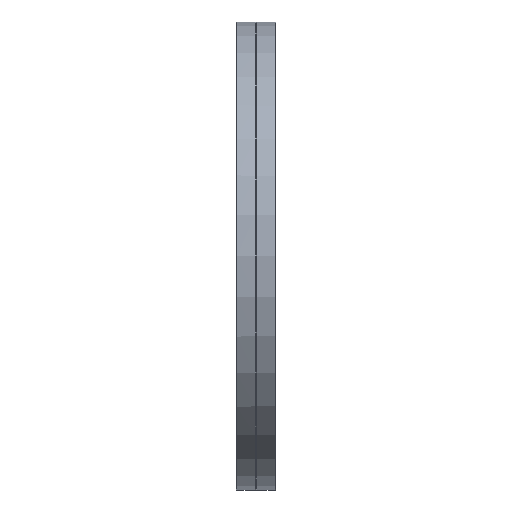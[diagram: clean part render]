
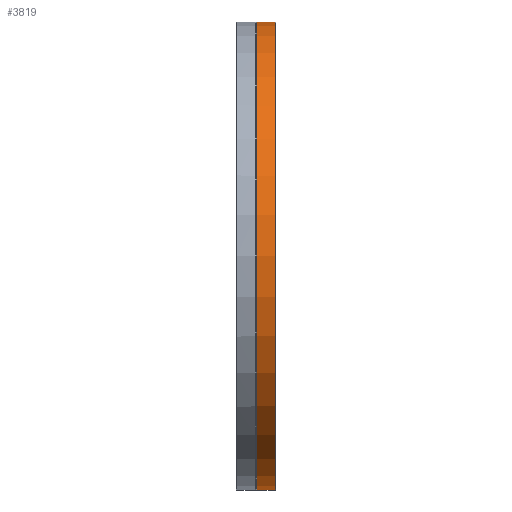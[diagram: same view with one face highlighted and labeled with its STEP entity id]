
A CAD part, left-side view. The second image highlights one B-rep face of the part: STEP entity #3819.
In plain terms, the highlighted cylindrical face has radius 152 mm (diameter 304 mm), a full revolution.
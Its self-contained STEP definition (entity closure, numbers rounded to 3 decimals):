
#339=CYLINDRICAL_SURFACE('',#4117,152.);
#404=FACE_OUTER_BOUND('',#668,.T.);
#668=EDGE_LOOP('',(#2651,#2652,#2653,#2654,#2655,#2656));
#931=LINE('',#5592,#1154);
#1154=VECTOR('',#4601,152.);
#1376=CIRCLE('',#4080,152.);
#1377=CIRCLE('',#4081,152.);
#1412=CIRCLE('',#4118,152.);
#1413=CIRCLE('',#4119,152.);
#1603=VERTEX_POINT('',#5513);
#1604=VERTEX_POINT('',#5514);
#1639=VERTEX_POINT('',#5588);
#1640=VERTEX_POINT('',#5589);
#1993=EDGE_CURVE('',#1603,#1604,#1376,.T.);
#1994=EDGE_CURVE('',#1604,#1603,#1377,.T.);
#2030=EDGE_CURVE('',#1639,#1640,#1412,.T.);
#2031=EDGE_CURVE('',#1640,#1639,#1413,.T.);
#2032=EDGE_CURVE('',#1640,#1604,#931,.T.);
#2651=ORIENTED_EDGE('',*,*,#2030,.F.);
#2652=ORIENTED_EDGE('',*,*,#2031,.F.);
#2653=ORIENTED_EDGE('',*,*,#2032,.T.);
#2654=ORIENTED_EDGE('',*,*,#1993,.F.);
#2655=ORIENTED_EDGE('',*,*,#1994,.F.);
#2656=ORIENTED_EDGE('',*,*,#2032,.F.);
#3819=ADVANCED_FACE('',(#404),#339,.T.);
#4080=AXIS2_PLACEMENT_3D('',#5515,#4520,#4521);
#4081=AXIS2_PLACEMENT_3D('',#5516,#4522,#4523);
#4117=AXIS2_PLACEMENT_3D('',#5587,#4595,#4596);
#4118=AXIS2_PLACEMENT_3D('',#5590,#4597,#4598);
#4119=AXIS2_PLACEMENT_3D('',#5591,#4599,#4600);
#4520=DIRECTION('center_axis',(0.,-1.,0.));
#4521=DIRECTION('ref_axis',(1.,0.,0.));
#4522=DIRECTION('center_axis',(0.,-1.,0.));
#4523=DIRECTION('ref_axis',(1.,0.,0.));
#4595=DIRECTION('center_axis',(0.,1.,0.));
#4596=DIRECTION('ref_axis',(-1.,0.,0.));
#4597=DIRECTION('center_axis',(0.,1.,0.));
#4598=DIRECTION('ref_axis',(1.,0.,0.));
#4599=DIRECTION('center_axis',(0.,1.,0.));
#4600=DIRECTION('ref_axis',(1.,0.,0.));
#4601=DIRECTION('',(0.,-1.,0.));
#5513=CARTESIAN_POINT('',(-152.,0.5,0.));
#5514=CARTESIAN_POINT('',(152.,0.5,0.));
#5515=CARTESIAN_POINT('Origin',(0.,0.5,0.));
#5516=CARTESIAN_POINT('Origin',(0.,0.5,0.));
#5587=CARTESIAN_POINT('Origin',(0.,6.231,0.));
#5588=CARTESIAN_POINT('',(0.,12.463,-152.));
#5589=CARTESIAN_POINT('',(152.,12.463,0.));
#5590=CARTESIAN_POINT('Origin',(0.,12.463,0.));
#5591=CARTESIAN_POINT('Origin',(0.,12.463,0.));
#5592=CARTESIAN_POINT('',(152.,6.231,0.));
